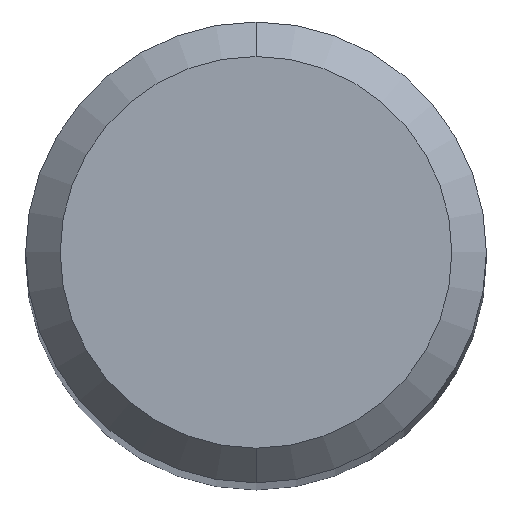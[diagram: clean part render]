
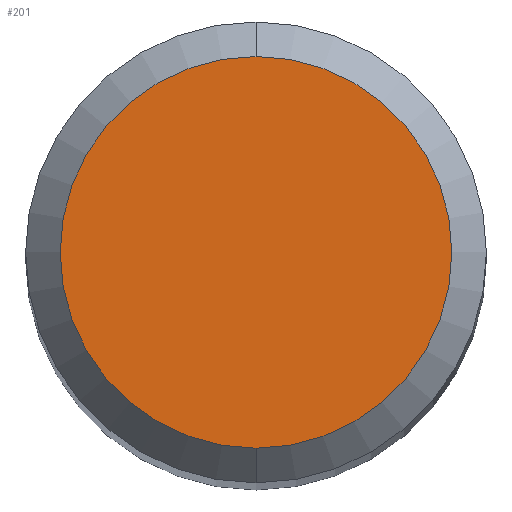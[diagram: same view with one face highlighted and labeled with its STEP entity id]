
A CAD part, top view. The second image highlights one B-rep face of the part: STEP entity #201.
In plain terms, the highlighted planar face has unit normal (0, 0, 1).
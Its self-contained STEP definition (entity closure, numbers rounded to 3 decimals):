
#201=ADVANCED_FACE('',(#512),#513,.T.);
#227=EDGE_CURVE('',#243,#459,#542,.T.);
#243=VERTEX_POINT('',#560);
#377=EDGE_CURVE('',#459,#243,#706,.T.);
#459=VERTEX_POINT('',#796);
#512=FACE_OUTER_BOUND('',#872,.T.);
#513=PLANE('',#873);
#542=CIRCLE('',#911,1.7);
#560=CARTESIAN_POINT('',(0.,-1.7,0.0));
#706=CIRCLE('',#1265,1.7);
#796=CARTESIAN_POINT('',(0.0,1.7,0.0));
#872=EDGE_LOOP('',(#1492,#1493));
#873=AXIS2_PLACEMENT_3D('',#1494,#1495,#1496);
#911=AXIS2_PLACEMENT_3D('',#1531,#1532,#1533);
#1265=AXIS2_PLACEMENT_3D('',#1698,#1699,#1700);
#1492=ORIENTED_EDGE('',*,*,#377,.F.);
#1493=ORIENTED_EDGE('',*,*,#227,.F.);
#1494=CARTESIAN_POINT('',(0.0,0.85,0.0));
#1495=DIRECTION('',(-0.0,0.0,1.0));
#1496=DIRECTION('',(0.0,-1.0,0.0));
#1531=CARTESIAN_POINT('',(0.0,0.0,0.0));
#1532=DIRECTION('',(0.0,0.0,-1.0));
#1533=DIRECTION('',(0.0,1.0,0.0));
#1698=CARTESIAN_POINT('',(0.0,0.0,0.0));
#1699=DIRECTION('',(0.0,0.0,-1.0));
#1700=DIRECTION('',(0.0,1.0,0.0));
